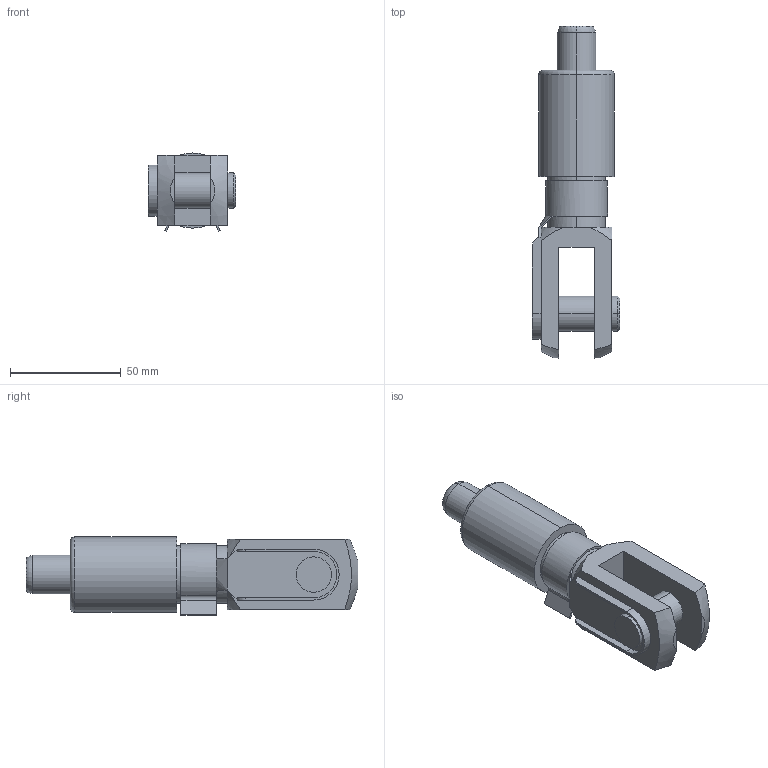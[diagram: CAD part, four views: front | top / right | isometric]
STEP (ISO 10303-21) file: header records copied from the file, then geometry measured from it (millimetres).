
FILE_DESCRIPTION (( 'STEP AP214' ), '1' );
FILE_NAME ('T37662.step', '2023-06-08T07:45:18', ( '' ), ( '' ), 'SwSTEP 2.0', 'SolidWorks 2022', '' );
FILE_SCHEMA (( 'AUTOMOTIVE_DESIGN' ));
Length unit declared in the file: millimetre
Products named in the file (1): T37662
Bounding box: 39.5 x 150 x 35.3 mm (x, y, z)
Volume: 96295.7 mm3; surface area: 23544.9 mm2
Topology: 1 solids, 1 shells, 77 faces, 191 edges, 122 vertices
Faces by surface type: plane 38, cylinder 25, cone 8, torus 4, bspline 2
Entity records: 2561 total; most frequent: CARTESIAN_POINT 678, DIRECTION 389, ORIENTED_EDGE 382, EDGE_CURVE 191, AXIS2_PLACEMENT_3D 147, VERTEX_POINT 122, LINE 95, VECTOR 95
